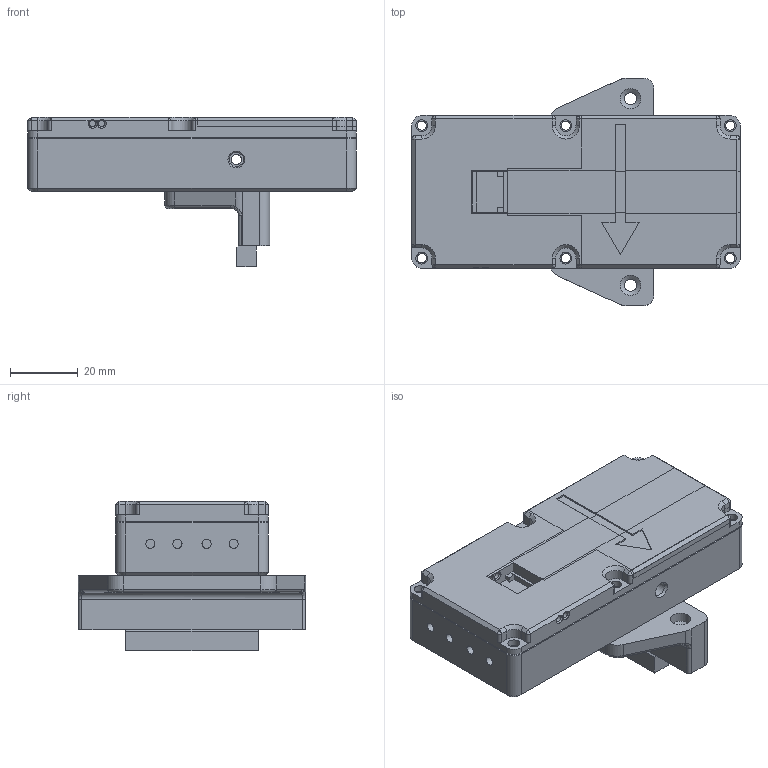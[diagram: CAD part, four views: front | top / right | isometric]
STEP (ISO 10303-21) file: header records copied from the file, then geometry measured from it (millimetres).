
FILE_DESCRIPTION(/* description */ (''),/* implementation_level */ '2;1');
FILE_NAME(/* name */ 'FilamentSensorBearingEdition1_really_chonker v8.step',/* time_stamp */ '2024-04-09T21:15:34+02:00',/* author */ (''),/* organization */ (''),/* preprocessor_version */ 'ST-DEVELOPER v20',/* originating_system */ 'Autodesk Translation Framework v12.20.1.177',/* authorisation */ '');
FILE_SCHEMA (('AUTOMOTIVE_DESIGN { 1 0 10303 214 3 1 1 }'));
Length unit declared in the file: millimetre
Products named in the file (5): FilamentSensorBearingEdition1_really_chonker; Plunger; MainBody; Lid; MountingPlate
Assembly tree (4 placements, depth 2):
  FilamentSensorBearingEdition1_really_chonker
    Plunger
    MainBody
    Lid
    MountingPlate
Bounding box: 97.2 x 67.2 x 44.2 mm (x, y, z)
Volume: 100540.2 mm3; surface area: 52145.8 mm2
Topology: 7 solids, 7 shells, 484 faces, 1182 edges, 710 vertices
Faces by surface type: plane 271, cylinder 125, cone 74, bspline 12, torus 2
Full cylindrical faces by diameter (mm): 1.8 x4, 1.9 x4, 2.7 x13, 3 x2, 3.5 x12, 4.2 x2, 5.6 x2, 6 x4, 6.2 x8, 20 x4, 24 x4
Entity records: 14357 total; most frequent: CARTESIAN_POINT 2760, DIRECTION 2405, ORIENTED_EDGE 2324, EDGE_CURVE 1162, LINE 807, VECTOR 807, AXIS2_PLACEMENT_3D 799, VERTEX_POINT 710
